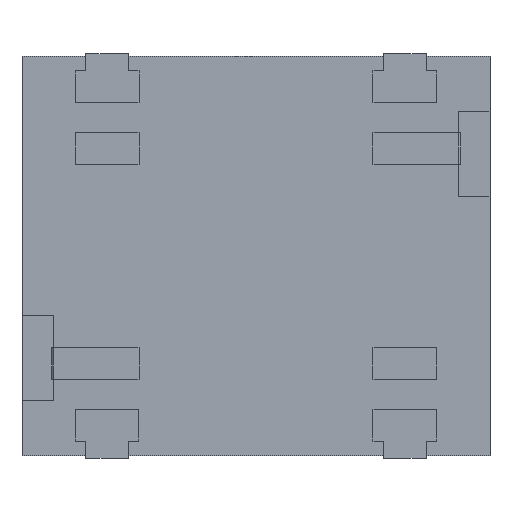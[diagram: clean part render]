
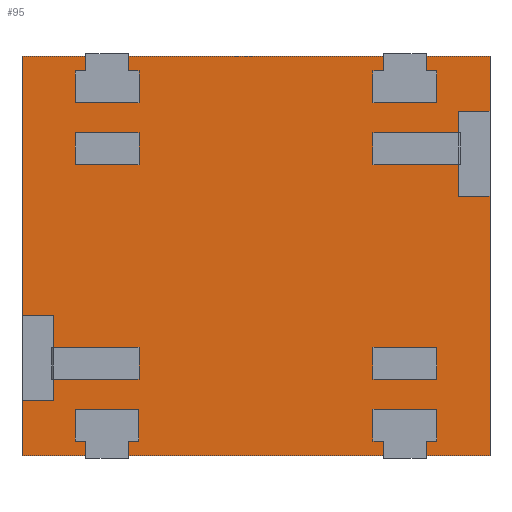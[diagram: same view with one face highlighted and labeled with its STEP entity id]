
A CAD part, front view. The second image highlights one B-rep face of the part: STEP entity #95.
In plain terms, the highlighted planar face has unit normal (0, -1, 0).
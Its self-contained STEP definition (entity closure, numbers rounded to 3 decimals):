
#95 = ADVANCED_FACE ( 'NONE', ( #1918 ), #2160, .T. ) ;
#676 = EDGE_CURVE ( 'NONE', #909, #3473, #1929, .T. ) ;
#890 = VERTEX_POINT ( 'NONE', #2550 ) ;
#891 = VERTEX_POINT ( 'NONE', #2552 ) ;
#899 = VERTEX_POINT ( 'NONE', #2557 ) ;
#901 = VERTEX_POINT ( 'NONE', #2559 ) ;
#903 = VERTEX_POINT ( 'NONE', #2561 ) ;
#905 = VERTEX_POINT ( 'NONE', #2798 ) ;
#908 = VERTEX_POINT ( 'NONE', #2801 ) ;
#909 = VERTEX_POINT ( 'NONE', #2802 ) ;
#911 = VERTEX_POINT ( 'NONE', #2804 ) ;
#914 = VERTEX_POINT ( 'NONE', #2807 ) ;
#969 = EDGE_LOOP ( 'NONE', ( #3517, #3518, #3519, #3520, #3521, #3522, #3523, #3524, #3525, #3526, #3527, #3528 ) ) ;
#1918 = FACE_OUTER_BOUND ( 'NONE', #969, .T. ) ;
#1924 = VECTOR ( 'NONE', #2206, 1000. ) ;
#1929 = LINE ( 'NONE', #2207, #1924 ) ;
#2160 = PLANE ( 'NONE',  #2274 ) ;
#2161 = CARTESIAN_POINT ( 'NONE',  ( 0., 0., 0. ) ) ;
#2165 = DIRECTION ( 'NONE',  ( 0., -1., 0. ) ) ;
#2166 = DIRECTION ( 'NONE',  ( 0., 0., -1. ) ) ;
#2206 = DIRECTION ( 'NONE',  ( 0., 0., -1. ) ) ;
#2207 = CARTESIAN_POINT ( 'NONE',  ( 4.75, 0., 1.4 ) ) ;
#2274 = AXIS2_PLACEMENT_3D ( 'NONE', #2161, #2165, #2166 ) ;
#2550 = CARTESIAN_POINT ( 'NONE',  ( 5.5, 0., 4.7 ) ) ;
#2552 = CARTESIAN_POINT ( 'NONE',  ( 5.5, 0., 1.4 ) ) ;
#2557 = CARTESIAN_POINT ( 'NONE',  ( -5.5, 0., -3.4 ) ) ;
#2559 = CARTESIAN_POINT ( 'NONE',  ( 5.5, 0., -4.7 ) ) ;
#2561 = CARTESIAN_POINT ( 'NONE',  ( -5.5, 0., -4.7 ) ) ;
#2798 = CARTESIAN_POINT ( 'NONE',  ( -5.5, 0., -1.4 ) ) ;
#2801 = CARTESIAN_POINT ( 'NONE',  ( -4.75, 0., -3.4 ) ) ;
#2802 = CARTESIAN_POINT ( 'NONE',  ( 4.75, 0., 3.4 ) ) ;
#2804 = CARTESIAN_POINT ( 'NONE',  ( -5.5, 0., 4.7 ) ) ;
#2807 = CARTESIAN_POINT ( 'NONE',  ( 5.5, 0., 3.4 ) ) ;
#2831 = CARTESIAN_POINT ( 'NONE',  ( 4.75, 0., 1.4 ) ) ;
#2930 = CARTESIAN_POINT ( 'NONE',  ( -4.75, 0., -1.4 ) ) ;
#3124 = CARTESIAN_POINT ( 'NONE',  ( 5.5, 0., 4.7 ) ) ;
#3132 = DIRECTION ( 'NONE',  ( 0., 0., -1. ) ) ;
#3135 = CARTESIAN_POINT ( 'NONE',  ( -5.5, 0., 4.7 ) ) ;
#3139 = CARTESIAN_POINT ( 'NONE',  ( 5.5, 0., 4.7 ) ) ;
#3140 = DIRECTION ( 'NONE',  ( 0., 0., -1. ) ) ;
#3143 = CARTESIAN_POINT ( 'NONE',  ( -5.5, 0., -4.7 ) ) ;
#3144 = DIRECTION ( 'NONE',  ( -1., 0., 0. ) ) ;
#3149 = CARTESIAN_POINT ( 'NONE',  ( -5.5, 0., 4.7 ) ) ;
#3150 = DIRECTION ( 'NONE',  ( 0., 0., 1. ) ) ;
#3156 = DIRECTION ( 'NONE',  ( 1., 0., 0. ) ) ;
#3158 = DIRECTION ( 'NONE',  ( 0., 0., 1. ) ) ;
#3160 = CARTESIAN_POINT ( 'NONE',  ( 4.75, 0., 3.4 ) ) ;
#3163 = CARTESIAN_POINT ( 'NONE',  ( -5.5, 0., 4.7 ) ) ;
#3164 = DIRECTION ( 'NONE',  ( 1., 0., 0. ) ) ;
#3168 = CARTESIAN_POINT ( 'NONE',  ( -4.75, 0., -1.4 ) ) ;
#3172 = DIRECTION ( 'NONE',  ( -1., 0., 0. ) ) ;
#3173 = CARTESIAN_POINT ( 'NONE',  ( -4.75, 0., -1.4 ) ) ;
#3174 = DIRECTION ( 'NONE',  ( 0., 0., 1. ) ) ;
#3175 = CARTESIAN_POINT ( 'NONE',  ( -4.75, 0., -3.4 ) ) ;
#3176 = DIRECTION ( 'NONE',  ( -1., 0., 0. ) ) ;
#3177 = CARTESIAN_POINT ( 'NONE',  ( 4.75, 0., 1.4 ) ) ;
#3178 = DIRECTION ( 'NONE',  ( 1., 0., 0. ) ) ;
#3339 = LINE ( 'NONE', #3124, #3344 ) ;
#3344 = VECTOR ( 'NONE', #3132, 1000. ) ;
#3349 = LINE ( 'NONE', #3139, #3352 ) ;
#3352 = VECTOR ( 'NONE', #3140, 1000. ) ;
#3353 = LINE ( 'NONE', #3143, #3356 ) ;
#3356 = VECTOR ( 'NONE', #3144, 1000. ) ;
#3357 = LINE ( 'NONE', #3135, #3370 ) ;
#3359 = LINE ( 'NONE', #3149, #3362 ) ;
#3362 = VECTOR ( 'NONE', #3150, 1000. ) ;
#3370 = VECTOR ( 'NONE', #3158, 1000. ) ;
#3371 = LINE ( 'NONE', #3168, #3382 ) ;
#3373 = LINE ( 'NONE', #3163, #3376 ) ;
#3376 = VECTOR ( 'NONE', #3164, 1000. ) ;
#3379 = LINE ( 'NONE', #3160, #3380 ) ;
#3380 = VECTOR ( 'NONE', #3156, 1000. ) ;
#3381 = LINE ( 'NONE', #3173, #3384 ) ;
#3382 = VECTOR ( 'NONE', #3172, 1000. ) ;
#3383 = LINE ( 'NONE', #3175, #3386 ) ;
#3384 = VECTOR ( 'NONE', #3174, 1000. ) ;
#3385 = LINE ( 'NONE', #3177, #3388 ) ;
#3386 = VECTOR ( 'NONE', #3176, 1000. ) ;
#3388 = VECTOR ( 'NONE', #3178, 1000. ) ;
#3473 = VERTEX_POINT ( 'NONE', #2831 ) ;
#3517 = ORIENTED_EDGE ( 'NONE', *, *, #3726, .T. ) ;
#3518 = ORIENTED_EDGE ( 'NONE', *, *, #3711, .F. ) ;
#3519 = ORIENTED_EDGE ( 'NONE', *, *, #3723, .F. ) ;
#3520 = ORIENTED_EDGE ( 'NONE', *, *, #3720, .F. ) ;
#3521 = ORIENTED_EDGE ( 'NONE', *, *, #3727, .F. ) ;
#3522 = ORIENTED_EDGE ( 'NONE', *, *, #3728, .F. ) ;
#3523 = ORIENTED_EDGE ( 'NONE', *, *, #3729, .T. ) ;
#3524 = ORIENTED_EDGE ( 'NONE', *, *, #3716, .F. ) ;
#3525 = ORIENTED_EDGE ( 'NONE', *, *, #3713, .F. ) ;
#3526 = ORIENTED_EDGE ( 'NONE', *, *, #3707, .F. ) ;
#3527 = ORIENTED_EDGE ( 'NONE', *, *, #3730, .F. ) ;
#3528 = ORIENTED_EDGE ( 'NONE', *, *, #676, .F. ) ;
#3577 = VERTEX_POINT ( 'NONE', #2930 ) ;
#3707 = EDGE_CURVE ( 'NONE', #891, #901, #3339, .T. ) ;
#3711 = EDGE_CURVE ( 'NONE', #890, #914, #3349, .T. ) ;
#3713 = EDGE_CURVE ( 'NONE', #901, #903, #3353, .T. ) ;
#3716 = EDGE_CURVE ( 'NONE', #903, #899, #3359, .T. ) ;
#3720 = EDGE_CURVE ( 'NONE', #905, #911, #3357, .T. ) ;
#3723 = EDGE_CURVE ( 'NONE', #911, #890, #3373, .T. ) ;
#3726 = EDGE_CURVE ( 'NONE', #909, #914, #3379, .T. ) ;
#3727 = EDGE_CURVE ( 'NONE', #3577, #905, #3371, .T. ) ;
#3728 = EDGE_CURVE ( 'NONE', #908, #3577, #3381, .T. ) ;
#3729 = EDGE_CURVE ( 'NONE', #908, #899, #3383, .T. ) ;
#3730 = EDGE_CURVE ( 'NONE', #3473, #891, #3385, .T. ) ;
